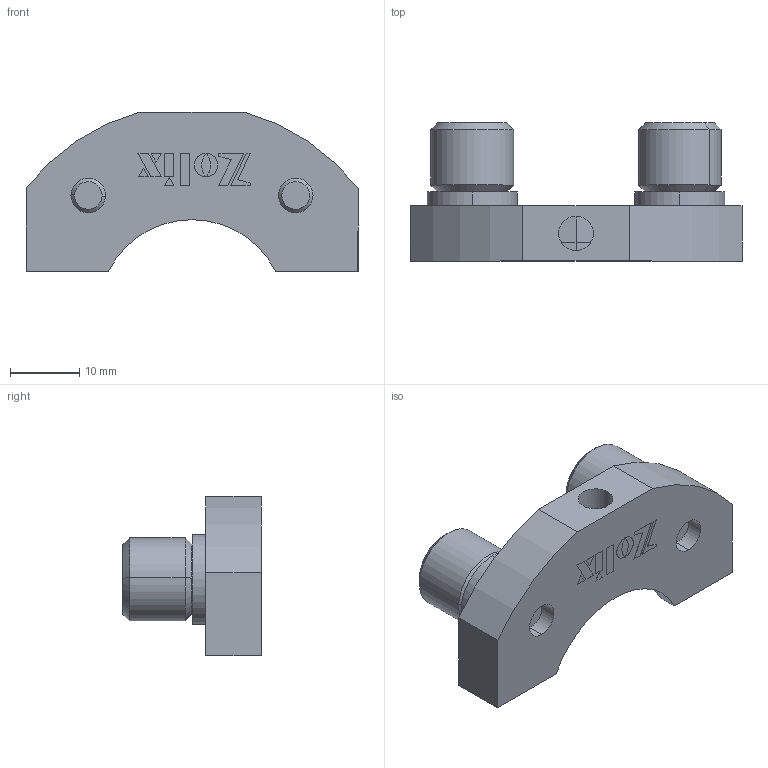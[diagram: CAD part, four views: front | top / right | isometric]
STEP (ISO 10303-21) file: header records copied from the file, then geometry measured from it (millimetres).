
FILE_DESCRIPTION (( 'STEP AP203' ), '1' );
FILE_NAME ('APID25-GD.step', '2019-05-09T08:54:54', ( '' ), ( '' ), 'SwSTEP 2.0', 'SolidWorks 2016', '' );
FILE_SCHEMA (( 'CONFIG_CONTROL_DESIGN' ));
Length unit declared in the file: millimetre
Products named in the file (1): APID25-GD
Bounding box: 48 x 20 x 23 mm (x, y, z)
Surface area: 4624.7 mm2 (no closed solid volume)
Topology: 0 solids, 7 shells, 96 faces, 450 edges, 356 vertices
Faces by surface type: plane 64, cylinder 20, cone 12
Entity records: 4565 total; most frequent: CARTESIAN_POINT 903, DIRECTION 708, ORIENTED_EDGE 642, EDGE_CURVE 450, VECTOR 386, LINE 386, VERTEX_POINT 356, AXIS2_PLACEMENT_3D 161
